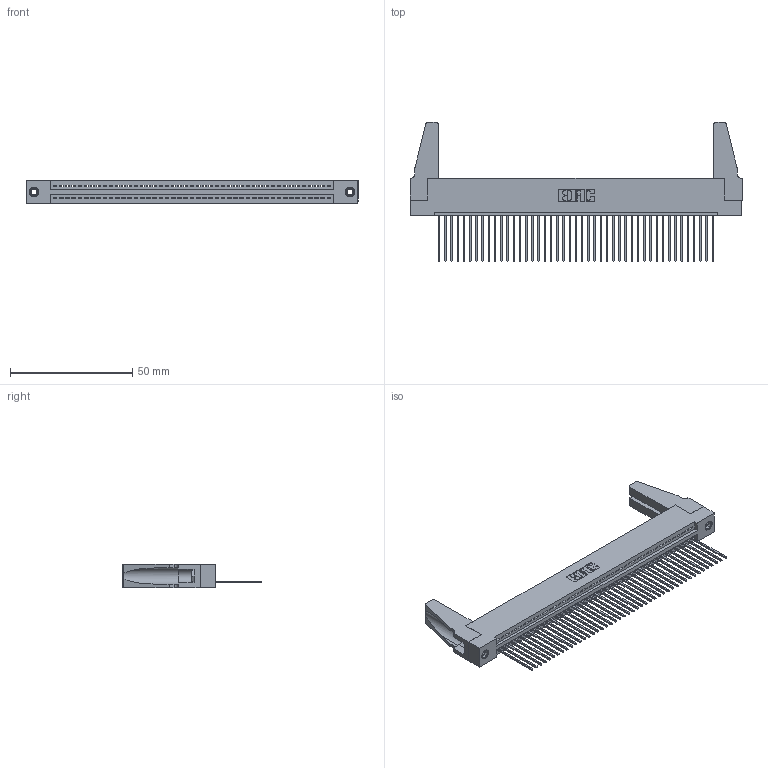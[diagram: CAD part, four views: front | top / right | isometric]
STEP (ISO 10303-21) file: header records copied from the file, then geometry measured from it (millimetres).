
FILE_DESCRIPTION (( 'STEP AP203' ), '1' );
FILE_NAME ('345-045-541-188.STEP', '2019-10-08T21:35:30', ( '' ), ( '' ), 'SwSTEP 2.0', 'SolidWorks 2016', '' );
FILE_SCHEMA (( 'CONFIG_CONTROL_DESIGN' ));
Length unit declared in the file: inch
Products named in the file (5): 345-220-078_345-220-088; 345-045-541-188; 345-292-001_345-293-141; 345-250-001_345-250-001-102; 345 Part_Flush Mounting Lugs - 0.156 Dia-TH
Assembly tree (50 placements, depth 2):
  345-045-541-188
    345 Part_Flush Mounting Lugs - 0.156 Dia-TH
    345-292-001_345-293-141  x45
    345-250-001_345-250-001-102  x2
    345-220-078_345-220-088  x2
Bounding box: 135.53 x 56.82 x 9.4 mm (x, y, z)
Volume: 16298.8 mm3; surface area: 21381.1 mm2
Topology: 50 solids, 50 shells, 2860 faces, 8575 edges, 5646 vertices
Faces by surface type: plane 1952, cylinder 892, cone 12, torus 4
Entity records: 35630 total; most frequent: CARTESIAN_POINT 6161, ORIENTED_EDGE 6100, DIRECTION 5384, EDGE_CURVE 3050, VECTOR 2696, LINE 2696, VERTEX_POINT 2026, AXIS2_PLACEMENT_3D 1344
